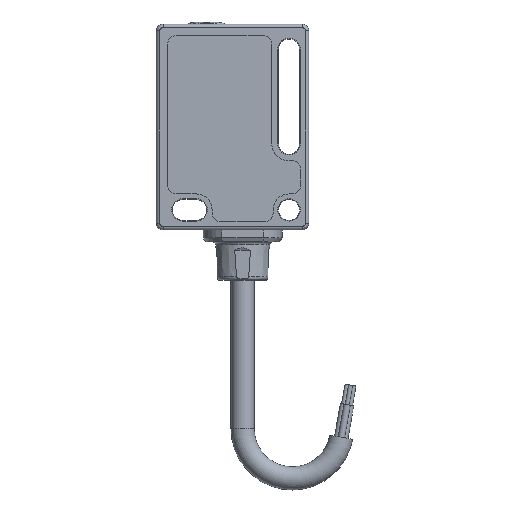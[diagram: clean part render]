
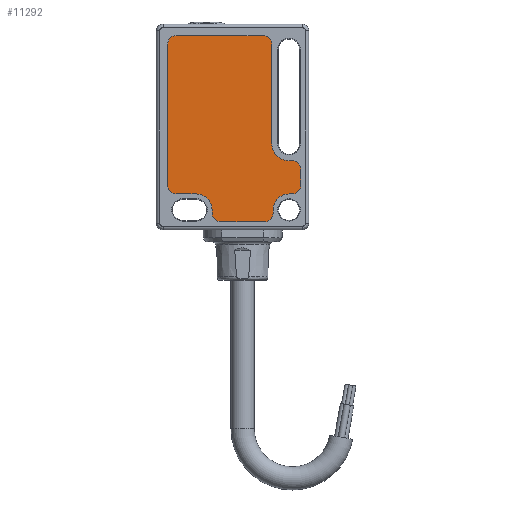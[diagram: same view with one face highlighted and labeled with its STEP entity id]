
A CAD part, top view. The second image highlights one B-rep face of the part: STEP entity #11292.
In plain terms, the highlighted planar face has unit normal (0, 0, 1).
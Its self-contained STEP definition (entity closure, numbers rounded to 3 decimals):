
#3620=CARTESIAN_POINT('',(3.,-3.,5.51));
#3621=DIRECTION('',(0.,0.,1.));
#3622=DIRECTION('',(0.,1.,0.));
#3623=AXIS2_PLACEMENT_3D('',#3620,#3621,#3622);
#3625=DIRECTION('',(-1.,0.,0.));
#3626=VECTOR('',#3625,13.1);
#3627=CARTESIAN_POINT('',(16.1,-1.7,5.51));
#3628=LINE('',#3627,#3626);
#3629=CARTESIAN_POINT('',(16.1,-3.,5.51));
#3630=DIRECTION('',(0.,0.,1.));
#3631=DIRECTION('',(1.,0.,0.));
#3632=AXIS2_PLACEMENT_3D('',#3629,#3630,#3631);
#3634=DIRECTION('',(0.,1.,0.));
#3635=VECTOR('',#3634,15.);
#3636=CARTESIAN_POINT('',(17.4,-18.,5.51));
#3637=LINE('',#3636,#3635);
#3638=CARTESIAN_POINT('',(20.,-18.,5.51));
#3639=DIRECTION('',(0.,0.,-1.));
#3640=DIRECTION('',(0.,-1.,0.));
#3641=AXIS2_PLACEMENT_3D('',#3638,#3639,#3640);
#3643=DIRECTION('',(-1.,0.,0.));
#3644=VECTOR('',#3643,0.5);
#3645=CARTESIAN_POINT('',(20.5,-20.6,5.51));
#3646=LINE('',#3645,#3644);
#3647=CARTESIAN_POINT('',(20.5,-21.9,5.51));
#3648=DIRECTION('',(0.,0.,1.));
#3649=DIRECTION('',(1.,0.,0.));
#3650=AXIS2_PLACEMENT_3D('',#3647,#3648,#3649);
#3652=DIRECTION('',(0.,1.,0.));
#3653=VECTOR('',#3652,2.4);
#3654=CARTESIAN_POINT('',(21.8,-24.3,5.51));
#3655=LINE('',#3654,#3653);
#3656=CARTESIAN_POINT('',(20.5,-24.3,5.51));
#3657=DIRECTION('',(0.,0.,1.));
#3658=DIRECTION('',(0.,-1.,0.));
#3659=AXIS2_PLACEMENT_3D('',#3656,#3657,#3658);
#3661=DIRECTION('',(1.,0.,0.));
#3662=VECTOR('',#3661,0.5);
#3663=CARTESIAN_POINT('',(20.,-25.6,5.51));
#3664=LINE('',#3663,#3662);
#3665=CARTESIAN_POINT('',(20.,-28.,5.51));
#3666=DIRECTION('',(0.,0.,-1.));
#3667=DIRECTION('',(-1.,0.,0.));
#3668=AXIS2_PLACEMENT_3D('',#3665,#3666,#3667);
#3670=DIRECTION('',(0.,1.,0.));
#3671=VECTOR('',#3670,0.5);
#3672=CARTESIAN_POINT('',(17.6,-28.5,5.51));
#3673=LINE('',#3672,#3671);
#3674=CARTESIAN_POINT('',(16.3,-28.5,5.51));
#3675=DIRECTION('',(0.,0.,1.));
#3676=DIRECTION('',(0.,-1.,0.));
#3677=AXIS2_PLACEMENT_3D('',#3674,#3675,#3676);
#3679=DIRECTION('',(1.,0.,0.));
#3680=VECTOR('',#3679,6.6);
#3681=CARTESIAN_POINT('',(9.7,-29.8,5.51));
#3682=LINE('',#3681,#3680);
#3683=CARTESIAN_POINT('',(9.7,-28.5,5.51));
#3684=DIRECTION('',(0.,0.,1.));
#3685=DIRECTION('',(-1.,0.,0.));
#3686=AXIS2_PLACEMENT_3D('',#3683,#3684,#3685);
#3688=DIRECTION('',(0.,-1.,0.));
#3689=VECTOR('',#3688,0.5);
#3690=CARTESIAN_POINT('',(8.4,-28.,5.51));
#3691=LINE('',#3690,#3689);
#3692=CARTESIAN_POINT('',(6.,-28.,5.51));
#3693=DIRECTION('',(0.,0.,-1.));
#3694=DIRECTION('',(0.,1.,0.));
#3695=AXIS2_PLACEMENT_3D('',#3692,#3693,#3694);
#3697=DIRECTION('',(1.,0.,0.));
#3698=VECTOR('',#3697,3.);
#3699=CARTESIAN_POINT('',(3.,-25.6,5.51));
#3700=LINE('',#3699,#3698);
#3701=CARTESIAN_POINT('',(3.,-24.3,5.51));
#3702=DIRECTION('',(0.,0.,1.));
#3703=DIRECTION('',(-1.,0.,0.));
#3704=AXIS2_PLACEMENT_3D('',#3701,#3702,#3703);
#3706=DIRECTION('',(0.,-1.,0.));
#3707=VECTOR('',#3706,21.3);
#3708=CARTESIAN_POINT('',(1.7,-3.,5.51));
#3709=LINE('',#3708,#3707);
#5710=CARTESIAN_POINT('',(3.,-1.7,5.51));
#5711=CARTESIAN_POINT('',(1.7,-3.,5.51));
#5712=VERTEX_POINT('',#5710);
#5713=VERTEX_POINT('',#5711);
#5714=CARTESIAN_POINT('',(1.7,-24.3,5.51));
#5715=VERTEX_POINT('',#5714);
#5716=CARTESIAN_POINT('',(3.,-25.6,5.51));
#5717=CARTESIAN_POINT('',(6.,-25.6,5.51));
#5718=VERTEX_POINT('',#5716);
#5719=VERTEX_POINT('',#5717);
#5720=CARTESIAN_POINT('',(8.4,-28.,5.51));
#5721=VERTEX_POINT('',#5720);
#5722=CARTESIAN_POINT('',(8.4,-28.5,5.51));
#5723=VERTEX_POINT('',#5722);
#5724=CARTESIAN_POINT('',(9.7,-29.8,5.51));
#5725=VERTEX_POINT('',#5724);
#5726=CARTESIAN_POINT('',(16.3,-29.8,5.51));
#5727=VERTEX_POINT('',#5726);
#5728=CARTESIAN_POINT('',(17.6,-28.5,5.51));
#5729=VERTEX_POINT('',#5728);
#5730=CARTESIAN_POINT('',(17.6,-28.,5.51));
#5731=VERTEX_POINT('',#5730);
#5732=CARTESIAN_POINT('',(20.,-25.6,5.51));
#5733=VERTEX_POINT('',#5732);
#5734=CARTESIAN_POINT('',(20.5,-25.6,5.51));
#5735=VERTEX_POINT('',#5734);
#5736=CARTESIAN_POINT('',(21.8,-24.3,5.51));
#5737=VERTEX_POINT('',#5736);
#5738=CARTESIAN_POINT('',(21.8,-21.9,5.51));
#5739=VERTEX_POINT('',#5738);
#5740=CARTESIAN_POINT('',(20.5,-20.6,5.51));
#5741=VERTEX_POINT('',#5740);
#5742=CARTESIAN_POINT('',(20.,-20.6,5.51));
#5743=VERTEX_POINT('',#5742);
#5744=CARTESIAN_POINT('',(17.4,-18.,5.51));
#5745=VERTEX_POINT('',#5744);
#5746=CARTESIAN_POINT('',(17.4,-3.,5.51));
#5747=VERTEX_POINT('',#5746);
#5748=CARTESIAN_POINT('',(16.1,-1.7,5.51));
#5749=VERTEX_POINT('',#5748);
#11265=CARTESIAN_POINT('',(1.7,-1.7,5.51));
#11266=DIRECTION('',(0.,0.,1.));
#11267=DIRECTION('',(1.,0.,0.));
#11268=AXIS2_PLACEMENT_3D('',#11265,#11266,#11267);
#11269=PLANE('',#11268);
#11270=ORIENTED_EDGE('',*,*,#10993,.F.);
#11271=ORIENTED_EDGE('',*,*,#11008,.F.);
#11272=ORIENTED_EDGE('',*,*,#11022,.F.);
#11273=ORIENTED_EDGE('',*,*,#11036,.F.);
#11274=ORIENTED_EDGE('',*,*,#11050,.F.);
#11275=ORIENTED_EDGE('',*,*,#11064,.F.);
#11276=ORIENTED_EDGE('',*,*,#11078,.F.);
#11277=ORIENTED_EDGE('',*,*,#11092,.F.);
#11278=ORIENTED_EDGE('',*,*,#11106,.F.);
#11279=ORIENTED_EDGE('',*,*,#11120,.F.);
#11280=ORIENTED_EDGE('',*,*,#11134,.F.);
#11281=ORIENTED_EDGE('',*,*,#11148,.F.);
#11282=ORIENTED_EDGE('',*,*,#11162,.F.);
#11283=ORIENTED_EDGE('',*,*,#11176,.F.);
#11284=ORIENTED_EDGE('',*,*,#11190,.F.);
#11285=ORIENTED_EDGE('',*,*,#11204,.F.);
#11286=ORIENTED_EDGE('',*,*,#11218,.F.);
#11287=ORIENTED_EDGE('',*,*,#11232,.F.);
#11288=ORIENTED_EDGE('',*,*,#11246,.F.);
#11289=ORIENTED_EDGE('',*,*,#11259,.F.);
#11290=EDGE_LOOP('',(#11270,#11271,#11272,#11273,#11274,#11275,#11276,#11277,
#11278,#11279,#11280,#11281,#11282,#11283,#11284,#11285,#11286,#11287,#11288,
#11289));
#11291=FACE_OUTER_BOUND('',#11290,.F.);
#11292=ADVANCED_FACE('',(#11291),#11269,.T.);
#3624=CIRCLE('',#3623,1.3);
#3633=CIRCLE('',#3632,1.3);
#3642=CIRCLE('',#3641,2.6);
#3651=CIRCLE('',#3650,1.3);
#3660=CIRCLE('',#3659,1.3);
#3669=CIRCLE('',#3668,2.4);
#3678=CIRCLE('',#3677,1.3);
#3687=CIRCLE('',#3686,1.3);
#3696=CIRCLE('',#3695,2.4);
#3705=CIRCLE('',#3704,1.3);
#10993=EDGE_CURVE('',#5712,#5713,#3624,.T.);
#11008=EDGE_CURVE('',#5749,#5712,#3628,.T.);
#11022=EDGE_CURVE('',#5747,#5749,#3633,.T.);
#11036=EDGE_CURVE('',#5745,#5747,#3637,.T.);
#11050=EDGE_CURVE('',#5743,#5745,#3642,.T.);
#11064=EDGE_CURVE('',#5741,#5743,#3646,.T.);
#11078=EDGE_CURVE('',#5739,#5741,#3651,.T.);
#11092=EDGE_CURVE('',#5737,#5739,#3655,.T.);
#11106=EDGE_CURVE('',#5735,#5737,#3660,.T.);
#11120=EDGE_CURVE('',#5733,#5735,#3664,.T.);
#11134=EDGE_CURVE('',#5731,#5733,#3669,.T.);
#11148=EDGE_CURVE('',#5729,#5731,#3673,.T.);
#11162=EDGE_CURVE('',#5727,#5729,#3678,.T.);
#11176=EDGE_CURVE('',#5725,#5727,#3682,.T.);
#11190=EDGE_CURVE('',#5723,#5725,#3687,.T.);
#11204=EDGE_CURVE('',#5721,#5723,#3691,.T.);
#11218=EDGE_CURVE('',#5719,#5721,#3696,.T.);
#11232=EDGE_CURVE('',#5718,#5719,#3700,.T.);
#11246=EDGE_CURVE('',#5715,#5718,#3705,.T.);
#11259=EDGE_CURVE('',#5713,#5715,#3709,.T.);
